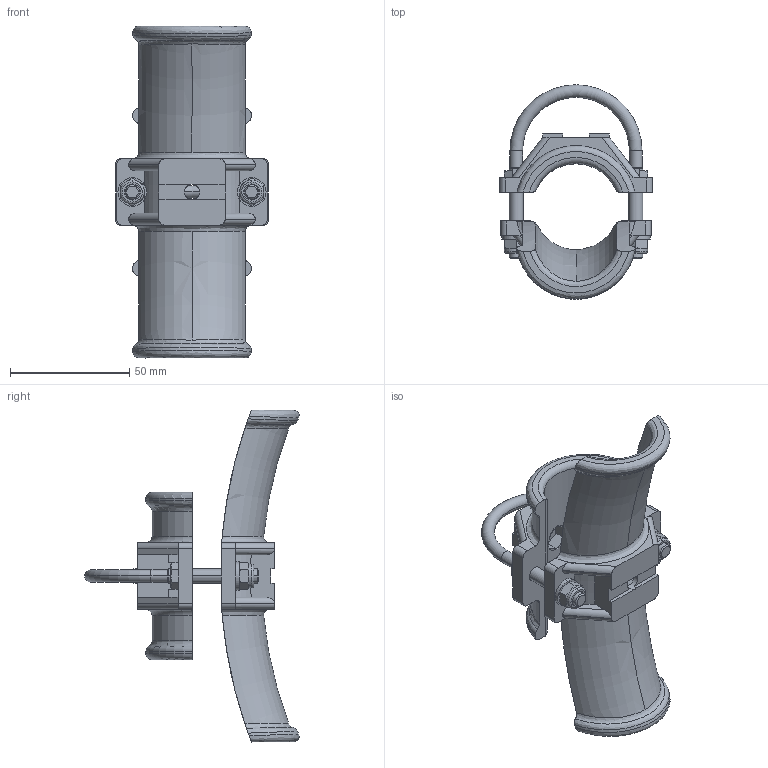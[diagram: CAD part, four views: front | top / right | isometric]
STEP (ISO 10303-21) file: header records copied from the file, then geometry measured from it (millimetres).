
FILE_DESCRIPTION (( 'STEP AP214' ), '1' );
FILE_NAME ('0020345.step', '2022-08-17T07:23:02', ( '' ), ( '' ), 'SwSTEP 2.0', 'SolidWorks 2020', '' );
FILE_SCHEMA (( 'AUTOMOTIVE_DESIGN' ));
Length unit declared in the file: millimetre
Products named in the file (1): 0020345
Bounding box: 64 x 89.69 x 139 mm (x, y, z)
Surface area: 36468.3 mm2 (no closed solid volume)
Topology: 0 solids, 9 shells, 267 faces, 741 edges, 484 vertices
Faces by surface type: plane 127, cylinder 67, cone 34, torus 25, bspline 14
Entity records: 15462 total; most frequent: CARTESIAN_POINT 8999, ORIENTED_EDGE 1388, DIRECTION 1214, EDGE_CURVE 741, VERTEX_POINT 484, AXIS2_PLACEMENT_3D 434, LINE 346, VECTOR 346
